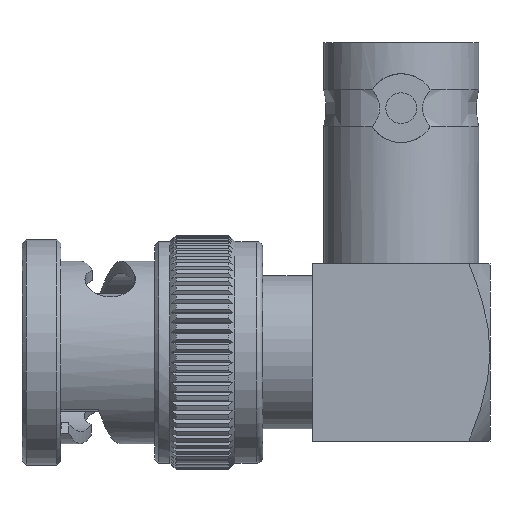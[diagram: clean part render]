
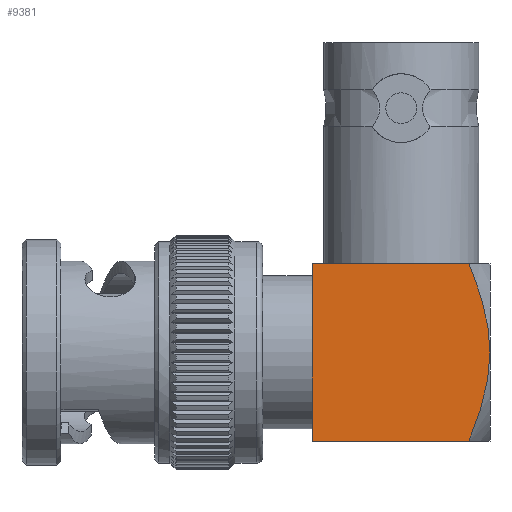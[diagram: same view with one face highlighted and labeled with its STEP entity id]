
A CAD part, front view. The second image highlights one B-rep face of the part: STEP entity #9381.
In plain terms, the highlighted planar face has unit normal (0, -1, 0).
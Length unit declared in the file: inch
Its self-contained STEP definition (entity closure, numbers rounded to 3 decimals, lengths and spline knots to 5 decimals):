
#607 = EDGE_CURVE ( 'NONE', #4536, #7438, #5110, .T. ) ;
#648 = LINE ( 'NONE', #9912, #8443 ) ;
#695 = CARTESIAN_POINT ( 'NONE',  ( 0.20067, -0.21654, 0.11251 ) ) ;
#711 = VERTEX_POINT ( 'NONE', #3874 ) ;
#760 = CARTESIAN_POINT ( 'NONE',  ( 0.20106, -0.21654, 0.11104 ) ) ;
#894 = CARTESIAN_POINT ( 'NONE',  ( 0.20319, -0.21653, -0.10272 ) ) ;
#1095 = CARTESIAN_POINT ( 'NONE',  ( 0.20668, -0.21653, -0.08777 ) ) ;
#1154 = CARTESIAN_POINT ( 'NONE',  ( 0.20123, -0.21654, -0.11038 ) ) ;
#1301 = ORIENTED_EDGE ( 'NONE', *, *, #4338, .F. ) ;
#1533 = FACE_OUTER_BOUND ( 'NONE', #1564, .T. ) ;
#1564 = EDGE_LOOP ( 'NONE', ( #1301, #8982, #6311, #12509, #2749 ) ) ;
#1646 = CARTESIAN_POINT ( 'NONE',  ( 0.16475, -0.21654, 0.21654 ) ) ;
#1776 = CARTESIAN_POINT ( 'NONE',  ( 0.19841, -0.21654, 0.12078 ) ) ;
#1914 = CARTESIAN_POINT ( 'NONE',  ( 0.21274, -0.21654, -0.05374 ) ) ;
#2182 = CARTESIAN_POINT ( 'NONE',  ( 0.21257, -0.21654, -0.05499 ) ) ;
#2402 = VERTEX_POINT ( 'NONE', #12147 ) ;
#2749 = ORIENTED_EDGE ( 'NONE', *, *, #11276, .F. ) ;
#2838 = LINE ( 'NONE', #9098, #2850 ) ;
#2850 = VECTOR ( 'NONE', #3808, 39.37008 ) ;
#3075 = CARTESIAN_POINT ( 'NONE',  ( 0.20403, -0.21653, -0.09925 ) ) ;
#3215 = CARTESIAN_POINT ( 'NONE',  ( 0.20567, -0.21653, -0.09234 ) ) ;
#3509 = VERTEX_POINT ( 'NONE', #11524 ) ;
#3711 = CARTESIAN_POINT ( 'NONE',  ( 0.21072, -0.21653, 0.06683 ) ) ;
#3771 = CARTESIAN_POINT ( 'NONE',  ( 0.20585, -0.21653, 0.09184 ) ) ;
#3808 = DIRECTION ( 'NONE',  ( 1., 0., 0. ) ) ;
#3837 = CARTESIAN_POINT ( 'NONE',  ( 0.20367, -0.21654, 0.10106 ) ) ;
#3874 = CARTESIAN_POINT ( 'NONE',  ( -0.21654, -0.21654, -0.21654 ) ) ;
#3911 = VECTOR ( 'NONE', #5372, 39.37008 ) ;
#4159 = CARTESIAN_POINT ( 'NONE',  ( -0.21654, -0.21654, 0.21654 ) ) ;
#4240 = CARTESIAN_POINT ( 'NONE',  ( 0.21654, -0.21654, -0.0094 ) ) ;
#4338 = EDGE_CURVE ( 'NONE', #7438, #3509, #6077, .T. ) ;
#4480 = DIRECTION ( 'NONE',  ( 1., 0., 0. ) ) ;
#4536 = VERTEX_POINT ( 'NONE', #7428 ) ;
#4684 = DIRECTION ( 'NONE',  ( 0., 1., 0. ) ) ;
#4790 = CARTESIAN_POINT ( 'NONE',  ( 0.21216, -0.21654, 0.0578 ) ) ;
#4919 = CARTESIAN_POINT ( 'NONE',  ( 0.21654, -0.21654, 0.0186 ) ) ;
#4988 = CARTESIAN_POINT ( 'NONE',  ( 0.20867, -0.21653, 0.07815 ) ) ;
#5060 = CARTESIAN_POINT ( 'NONE',  ( 0.2014, -0.21654, -0.10972 ) ) ;
#5110 = LINE ( 'NONE', #4159, #3911 ) ;
#5372 = DIRECTION ( 'NONE',  ( 1., 0., 0. ) ) ;
#5498 = CARTESIAN_POINT ( 'NONE',  ( -0.21654, -0.21654, 0.21654 ) ) ;
#5655 = B_SPLINE_CURVE_WITH_KNOTS ( 'NONE', 3,
 ( #11440, #4240, #7171, #7301, #8313, #10412, #12393, #11232, #1914, #2182, #12453, #8242, #1095, #3215, #3075, #894, #7233, #6087, #5060, #1154, #9201, #13344, #8178 ),
 .UNSPECIFIED., .F., .F.,
 ( 4, 2, 2, 1, 2, 2, 2, 2, 1, 1, 2, 2, 4 ),
 ( 0., 0.125, 0.1875, 0.21875, 0.23437, 0.25, 0.375, 0.4375, 0.46875, 0.48437, 0.49219, 0.5, 1. ),
 .UNSPECIFIED. ) ;
#5950 = CARTESIAN_POINT ( 'NONE',  ( 0.19149, -0.21654, 0.14395 ) ) ;
#6015 = CARTESIAN_POINT ( 'NONE',  ( 0.19662, -0.21654, 0.12703 ) ) ;
#6077 = B_SPLINE_CURVE_WITH_KNOTS ( 'NONE', 3,
 ( #1646, #13072, #10020, #9957, #5950, #8104, #6015, #1776, #13009, #9061, #695, #13142, #760, #3837, #3771, #4988, #11224, #3711, #7841, #7904, #4790, #8999, #7974, #4919, #12054 ),
 .UNSPECIFIED., .F., .F.,
 ( 4, 2, 2, 2, 1, 1, 2, 2, 2, 2, 1, 2, 2, 4 ),
 ( 0., 0.25, 0.375, 0.4375, 0.46875, 0.48437, 0.49219, 0.5, 0.625, 0.6875, 0.71875, 0.73437, 0.75, 1. ),
 .UNSPECIFIED. ) ;
#6087 = CARTESIAN_POINT ( 'NONE',  ( 0.20171, -0.21654, -0.10855 ) ) ;
#6311 = ORIENTED_EDGE ( 'NONE', *, *, #9449, .T. ) ;
#6447 = EDGE_CURVE ( 'NONE', #711, #2402, #2838, .T. ) ;
#7171 = CARTESIAN_POINT ( 'NONE',  ( 0.21619, -0.21652, -0.01867 ) ) ;
#7233 = CARTESIAN_POINT ( 'NONE',  ( 0.20216, -0.21654, -0.1068 ) ) ;
#7301 = CARTESIAN_POINT ( 'NONE',  ( 0.21516, -0.21652, -0.03262 ) ) ;
#7428 = CARTESIAN_POINT ( 'NONE',  ( -0.21654, -0.21654, 0.21654 ) ) ;
#7438 = VERTEX_POINT ( 'NONE', #10804 ) ;
#7735 = PLANE ( 'NONE',  #12133 ) ;
#7841 = CARTESIAN_POINT ( 'NONE',  ( 0.21129, -0.21653, 0.06344 ) ) ;
#7904 = CARTESIAN_POINT ( 'NONE',  ( 0.21182, -0.21654, 0.06005 ) ) ;
#7974 = CARTESIAN_POINT ( 'NONE',  ( 0.21519, -0.21654, 0.03673 ) ) ;
#8104 = CARTESIAN_POINT ( 'NONE',  ( 0.19538, -0.21654, 0.13123 ) ) ;
#8178 = CARTESIAN_POINT ( 'NONE',  ( 0.16475, -0.21654, -0.21654 ) ) ;
#8242 = CARTESIAN_POINT ( 'NONE',  ( 0.20951, -0.21653, -0.07412 ) ) ;
#8313 = CARTESIAN_POINT ( 'NONE',  ( 0.21473, -0.21653, -0.03728 ) ) ;
#8443 = VECTOR ( 'NONE', #10035, 39.37008 ) ;
#8982 = ORIENTED_EDGE ( 'NONE', *, *, #607, .F. ) ;
#8999 = CARTESIAN_POINT ( 'NONE',  ( 0.21232, -0.21654, 0.05671 ) ) ;
#9061 = CARTESIAN_POINT ( 'NONE',  ( 0.20026, -0.21654, 0.11405 ) ) ;
#9098 = CARTESIAN_POINT ( 'NONE',  ( -0.21654, -0.21654, -0.21654 ) ) ;
#9201 = CARTESIAN_POINT ( 'NONE',  ( 0.19248, -0.21653, -0.14362 ) ) ;
#9381 = ADVANCED_FACE ( 'NONE', ( #1533 ), #7735, .F. ) ;
#9449 = EDGE_CURVE ( 'NONE', #4536, #711, #648, .T. ) ;
#9912 = CARTESIAN_POINT ( 'NONE',  ( -0.21654, -0.21654, 0.21654 ) ) ;
#9957 = CARTESIAN_POINT ( 'NONE',  ( 0.18867, -0.21655, 0.15257 ) ) ;
#10020 = CARTESIAN_POINT ( 'NONE',  ( 0.17955, -0.21655, 0.17899 ) ) ;
#10035 = DIRECTION ( 'NONE',  ( 0., 0., -1. ) ) ;
#10412 = CARTESIAN_POINT ( 'NONE',  ( 0.21395, -0.21653, -0.04431 ) ) ;
#10804 = CARTESIAN_POINT ( 'NONE',  ( 0.16475, -0.21654, 0.21654 ) ) ;
#11224 = CARTESIAN_POINT ( 'NONE',  ( 0.20953, -0.21653, 0.07362 ) ) ;
#11232 = CARTESIAN_POINT ( 'NONE',  ( 0.21307, -0.21653, -0.05137 ) ) ;
#11276 = EDGE_CURVE ( 'NONE', #3509, #2402, #5655, .T. ) ;
#11440 = CARTESIAN_POINT ( 'NONE',  ( 0.21654, -0.21654, 0. ) ) ;
#11524 = CARTESIAN_POINT ( 'NONE',  ( 0.21654, -0.21654, 0. ) ) ;
#12054 = CARTESIAN_POINT ( 'NONE',  ( 0.21654, -0.21654, 0. ) ) ;
#12133 = AXIS2_PLACEMENT_3D ( 'NONE', #5498, #4684, #4480 ) ;
#12147 = CARTESIAN_POINT ( 'NONE',  ( 0.16475, -0.21654, -0.21654 ) ) ;
#12393 = CARTESIAN_POINT ( 'NONE',  ( 0.21354, -0.21653, -0.04783 ) ) ;
#12453 = CARTESIAN_POINT ( 'NONE',  ( 0.2111, -0.21654, -0.06511 ) ) ;
#12509 = ORIENTED_EDGE ( 'NONE', *, *, #6447, .T. ) ;
#13009 = CARTESIAN_POINT ( 'NONE',  ( 0.19928, -0.21654, 0.11767 ) ) ;
#13072 = CARTESIAN_POINT ( 'NONE',  ( 0.17259, -0.21654, 0.19733 ) ) ;
#13142 = CARTESIAN_POINT ( 'NONE',  ( 0.20094, -0.21654, 0.11148 ) ) ;
#13344 = CARTESIAN_POINT ( 'NONE',  ( 0.18037, -0.21654, -0.17828 ) ) ;
